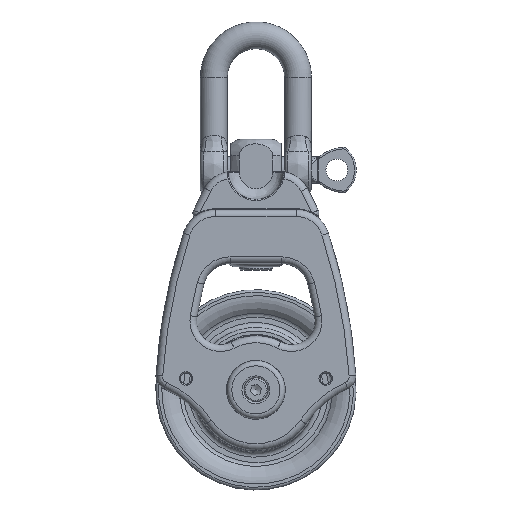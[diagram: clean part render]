
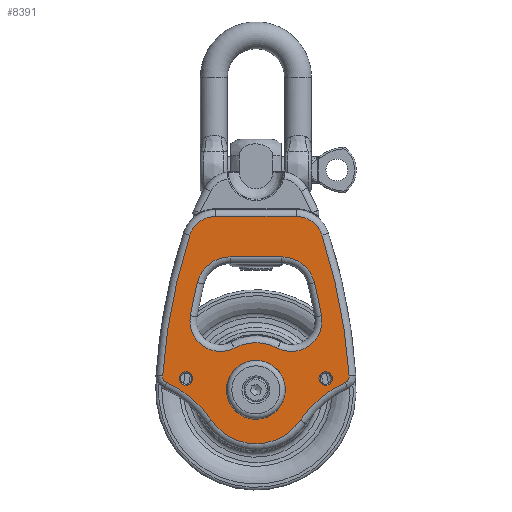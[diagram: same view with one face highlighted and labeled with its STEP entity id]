
A CAD part, front view. The second image highlights one B-rep face of the part: STEP entity #8391.
In plain terms, the highlighted planar face has unit normal (0, -1, 0).
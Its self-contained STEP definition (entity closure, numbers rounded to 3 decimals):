
#593=FACE_BOUND('',#1988,.T.);
#594=FACE_BOUND('',#1989,.T.);
#595=FACE_BOUND('',#1990,.T.);
#596=FACE_BOUND('',#1991,.T.);
#732=PLANE('',#9461);
#1194=FACE_OUTER_BOUND('',#1987,.T.);
#1987=EDGE_LOOP('',(#7046,#7047,#7048,#7049,#7050,#7051,#7052,#7053,#7054,
#7055));
#1988=EDGE_LOOP('',(#7056));
#1989=EDGE_LOOP('',(#7057));
#1990=EDGE_LOOP('',(#7058));
#1991=EDGE_LOOP('',(#7059,#7060,#7061,#7062,#7063,#7064,#7065,#7066));
#2568=LINE('',#16079,#2824);
#2569=LINE('',#16099,#2825);
#2824=VECTOR('',#11775,10.);
#2825=VECTOR('',#11794,10.);
#3351=CIRCLE('',#9433,8.);
#3354=CIRCLE('',#9437,173.);
#3357=CIRCLE('',#9440,2.);
#3359=CIRCLE('',#9443,32.);
#3361=CIRCLE('',#9446,16.);
#3363=CIRCLE('',#9449,32.);
#3365=CIRCLE('',#9451,2.);
#3367=CIRCLE('',#9454,173.);
#3369=CIRCLE('',#9457,8.);
#3372=CIRCLE('',#9462,2.);
#3373=CIRCLE('',#9463,2.);
#3374=CIRCLE('',#9464,8.75);
#3375=CIRCLE('',#9465,9.);
#3376=CIRCLE('',#9466,14.);
#3377=CIRCLE('',#9467,9.);
#3378=CIRCLE('',#9468,167.);
#3379=CIRCLE('',#9469,10.);
#3380=CIRCLE('',#9470,10.);
#3381=CIRCLE('',#9471,167.);
#4171=VERTEX_POINT('',#16018);
#4173=VERTEX_POINT('',#16021);
#4175=VERTEX_POINT('',#16027);
#4176=VERTEX_POINT('',#16040);
#4177=VERTEX_POINT('',#16044);
#4178=VERTEX_POINT('',#16048);
#4179=VERTEX_POINT('',#16052);
#4180=VERTEX_POINT('',#16064);
#4181=VERTEX_POINT('',#16068);
#4182=VERTEX_POINT('',#16072);
#4184=VERTEX_POINT('',#16081);
#4185=VERTEX_POINT('',#16083);
#4186=VERTEX_POINT('',#16085);
#4187=VERTEX_POINT('',#16087);
#4188=VERTEX_POINT('',#16088);
#4189=VERTEX_POINT('',#16090);
#4190=VERTEX_POINT('',#16092);
#4191=VERTEX_POINT('',#16094);
#4192=VERTEX_POINT('',#16096);
#4193=VERTEX_POINT('',#16098);
#4194=VERTEX_POINT('',#16100);
#5181=EDGE_CURVE('',#4171,#4173,#3351,.T.);
#5184=EDGE_CURVE('',#4173,#4175,#3354,.T.);
#5187=EDGE_CURVE('',#4175,#4176,#3357,.T.);
#5189=EDGE_CURVE('',#4176,#4177,#3359,.T.);
#5191=EDGE_CURVE('',#4177,#4178,#3361,.T.);
#5193=EDGE_CURVE('',#4178,#4179,#3363,.T.);
#5195=EDGE_CURVE('',#4179,#4180,#3365,.T.);
#5197=EDGE_CURVE('',#4180,#4181,#3367,.T.);
#5199=EDGE_CURVE('',#4181,#4182,#3369,.T.);
#5203=EDGE_CURVE('',#4182,#4171,#2568,.T.);
#5204=EDGE_CURVE('',#4184,#4184,#3372,.T.);
#5205=EDGE_CURVE('',#4185,#4185,#3373,.T.);
#5206=EDGE_CURVE('',#4186,#4186,#3374,.T.);
#5207=EDGE_CURVE('',#4187,#4188,#3375,.T.);
#5208=EDGE_CURVE('',#4189,#4187,#3376,.T.);
#5209=EDGE_CURVE('',#4190,#4189,#3377,.T.);
#5210=EDGE_CURVE('',#4191,#4190,#3378,.T.);
#5211=EDGE_CURVE('',#4192,#4191,#3379,.T.);
#5212=EDGE_CURVE('',#4193,#4192,#2569,.T.);
#5213=EDGE_CURVE('',#4194,#4193,#3380,.T.);
#5214=EDGE_CURVE('',#4188,#4194,#3381,.T.);
#7046=ORIENTED_EDGE('',*,*,#5203,.F.);
#7047=ORIENTED_EDGE('',*,*,#5199,.F.);
#7048=ORIENTED_EDGE('',*,*,#5197,.F.);
#7049=ORIENTED_EDGE('',*,*,#5195,.F.);
#7050=ORIENTED_EDGE('',*,*,#5193,.F.);
#7051=ORIENTED_EDGE('',*,*,#5191,.F.);
#7052=ORIENTED_EDGE('',*,*,#5189,.F.);
#7053=ORIENTED_EDGE('',*,*,#5187,.F.);
#7054=ORIENTED_EDGE('',*,*,#5184,.F.);
#7055=ORIENTED_EDGE('',*,*,#5181,.F.);
#7056=ORIENTED_EDGE('',*,*,#5204,.T.);
#7057=ORIENTED_EDGE('',*,*,#5205,.T.);
#7058=ORIENTED_EDGE('',*,*,#5206,.T.);
#7059=ORIENTED_EDGE('',*,*,#5207,.F.);
#7060=ORIENTED_EDGE('',*,*,#5208,.F.);
#7061=ORIENTED_EDGE('',*,*,#5209,.F.);
#7062=ORIENTED_EDGE('',*,*,#5210,.F.);
#7063=ORIENTED_EDGE('',*,*,#5211,.F.);
#7064=ORIENTED_EDGE('',*,*,#5212,.F.);
#7065=ORIENTED_EDGE('',*,*,#5213,.F.);
#7066=ORIENTED_EDGE('',*,*,#5214,.F.);
#8391=ADVANCED_FACE('',(#1194,#593,#594,#595,#596),#732,.T.);
#9433=AXIS2_PLACEMENT_3D('',#16022,#11718,#11719);
#9437=AXIS2_PLACEMENT_3D('',#16028,#11726,#11727);
#9440=AXIS2_PLACEMENT_3D('',#16041,#11732,#11733);
#9443=AXIS2_PLACEMENT_3D('',#16045,#11738,#11739);
#9446=AXIS2_PLACEMENT_3D('',#16049,#11744,#11745);
#9449=AXIS2_PLACEMENT_3D('',#16053,#11750,#11751);
#9451=AXIS2_PLACEMENT_3D('',#16065,#11754,#11755);
#9454=AXIS2_PLACEMENT_3D('',#16069,#11760,#11761);
#9457=AXIS2_PLACEMENT_3D('',#16073,#11766,#11767);
#9461=AXIS2_PLACEMENT_3D('',#16080,#11776,#11777);
#9462=AXIS2_PLACEMENT_3D('',#16082,#11778,#11779);
#9463=AXIS2_PLACEMENT_3D('',#16084,#11780,#11781);
#9464=AXIS2_PLACEMENT_3D('',#16086,#11782,#11783);
#9465=AXIS2_PLACEMENT_3D('',#16089,#11784,#11785);
#9466=AXIS2_PLACEMENT_3D('',#16091,#11786,#11787);
#9467=AXIS2_PLACEMENT_3D('',#16093,#11788,#11789);
#9468=AXIS2_PLACEMENT_3D('',#16095,#11790,#11791);
#9469=AXIS2_PLACEMENT_3D('',#16097,#11792,#11793);
#9470=AXIS2_PLACEMENT_3D('',#16101,#11795,#11796);
#9471=AXIS2_PLACEMENT_3D('',#16102,#11797,#11798);
#11718=DIRECTION('center_axis',(0.,1.,0.));
#11719=DIRECTION('ref_axis',(0.588,0.,0.809));
#11726=DIRECTION('center_axis',(0.,1.,0.));
#11727=DIRECTION('ref_axis',(0.982,0.,0.19));
#11732=DIRECTION('center_axis',(0.,1.,0.));
#11733=DIRECTION('ref_axis',(0.858,0.,-0.513));
#11738=DIRECTION('center_axis',(0.,-1.,0.));
#11739=DIRECTION('ref_axis',(-0.644,0.,0.765));
#11744=DIRECTION('center_axis',(0.,1.,0.));
#11745=DIRECTION('ref_axis',(0.,0.,
-1.));
#11750=DIRECTION('center_axis',(0.,-1.,0.));
#11751=DIRECTION('ref_axis',(0.644,0.,0.765));
#11754=DIRECTION('center_axis',(0.,1.,0.));
#11755=DIRECTION('ref_axis',(-0.858,0.,-0.513));
#11760=DIRECTION('center_axis',(0.,1.,0.));
#11761=DIRECTION('ref_axis',(-0.982,0.,0.19));
#11766=DIRECTION('center_axis',(0.,1.,0.));
#11767=DIRECTION('ref_axis',(-0.588,0.,0.809));
#11775=DIRECTION('',(1.,0.,0.));
#11776=DIRECTION('center_axis',(0.,-1.,0.));
#11777=DIRECTION('ref_axis',(0.,0.,-1.));
#11778=DIRECTION('center_axis',(0.,1.,0.));
#11779=DIRECTION('ref_axis',(1.,0.,0.));
#11780=DIRECTION('center_axis',(0.,1.,0.));
#11781=DIRECTION('ref_axis',(1.,0.,0.));
#11782=DIRECTION('center_axis',(0.,1.,0.));
#11783=DIRECTION('ref_axis',(-1.,0.,0.));
#11784=DIRECTION('center_axis',(0.,-1.,0.));
#11785=DIRECTION('ref_axis',(0.593,0.,-0.805));
#11786=DIRECTION('center_axis',(0.,1.,0.));
#11787=DIRECTION('ref_axis',(0.,0.,1.));
#11788=DIRECTION('center_axis',(0.,-1.,0.));
#11789=DIRECTION('ref_axis',(-0.593,0.,-0.805));
#11790=DIRECTION('center_axis',(0.,-1.,0.));
#11791=DIRECTION('ref_axis',(-0.979,0.,0.206));
#11792=DIRECTION('center_axis',(0.,-1.,0.));
#11793=DIRECTION('ref_axis',(-0.618,0.,0.786));
#11794=DIRECTION('',(-1.,0.,0.));
#11795=DIRECTION('center_axis',(0.,-1.,0.));
#11796=DIRECTION('ref_axis',(0.618,0.,0.786));
#11797=DIRECTION('center_axis',(0.,-1.,0.));
#11798=DIRECTION('ref_axis',(0.979,0.,0.206));
#16018=CARTESIAN_POINT('',(12.,-30.,51.5));
#16021=CARTESIAN_POINT('',(19.609,-30.,45.972));
#16022=CARTESIAN_POINT('Origin',(12.,-30.,43.5));
#16027=CARTESIAN_POINT('',(27.682,-30.,4.157));
#16028=CARTESIAN_POINT('Origin',(-144.925,-30.,-7.484));
#16040=CARTESIAN_POINT('',(26.513,-30.,2.201));
#16041=CARTESIAN_POINT('Origin',(25.687,-30.,4.022));
#16044=CARTESIAN_POINT('',(13.241,-30.,-8.982));
#16045=CARTESIAN_POINT('Origin',(39.724,-30.,-26.945));
#16048=CARTESIAN_POINT('',(-13.241,-30.,-8.982));
#16049=CARTESIAN_POINT('Origin',(0.,-30.,0.));
#16052=CARTESIAN_POINT('',(-26.513,-30.,2.201));
#16053=CARTESIAN_POINT('Origin',(-39.724,-30.,-26.945));
#16064=CARTESIAN_POINT('',(-27.682,-30.,4.157));
#16065=CARTESIAN_POINT('Origin',(-25.687,-30.,4.022));
#16068=CARTESIAN_POINT('',(-19.609,-30.,45.972));
#16069=CARTESIAN_POINT('Origin',(144.925,-30.,-7.484));
#16072=CARTESIAN_POINT('',(-12.,-30.,51.5));
#16073=CARTESIAN_POINT('Origin',(-12.,-30.,43.5));
#16079=CARTESIAN_POINT('',(0.,-30.,51.5));
#16080=CARTESIAN_POINT('Origin',(0.,-30.,53.5));
#16081=CARTESIAN_POINT('',(22.732,-30.,3.344));
#16082=CARTESIAN_POINT('Origin',(20.732,-30.,3.344));
#16083=CARTESIAN_POINT('',(-18.732,-30.,3.344));
#16084=CARTESIAN_POINT('Origin',(-20.732,-30.,3.344));
#16085=CARTESIAN_POINT('',(8.75,-30.,0.));
#16086=CARTESIAN_POINT('Origin',(0.,-30.,0.));
#16087=CARTESIAN_POINT('',(6.447,-30.,12.427));
#16088=CARTESIAN_POINT('',(19.45,-30.,22.005));
#16089=CARTESIAN_POINT('Origin',(10.592,-30.,20.416));
#16090=CARTESIAN_POINT('',(-6.447,-30.,12.427));
#16091=CARTESIAN_POINT('Origin',(0.,-30.,0.));
#16092=CARTESIAN_POINT('',(-19.45,-30.,22.005));
#16093=CARTESIAN_POINT('Origin',(-10.592,-30.,20.416));
#16094=CARTESIAN_POINT('',(-17.375,-30.,31.856));
#16095=CARTESIAN_POINT('Origin',(144.925,-30.,-7.484));
#16096=CARTESIAN_POINT('',(-7.656,-30.,39.5));
#16097=CARTESIAN_POINT('Origin',(-7.656,-30.,29.5));
#16098=CARTESIAN_POINT('',(7.656,-30.,39.5));
#16099=CARTESIAN_POINT('',(-3.828,-30.,39.5));
#16100=CARTESIAN_POINT('',(17.375,-30.,31.856));
#16101=CARTESIAN_POINT('Origin',(7.656,-30.,29.5));
#16102=CARTESIAN_POINT('Origin',(-144.925,-30.,-7.484));
